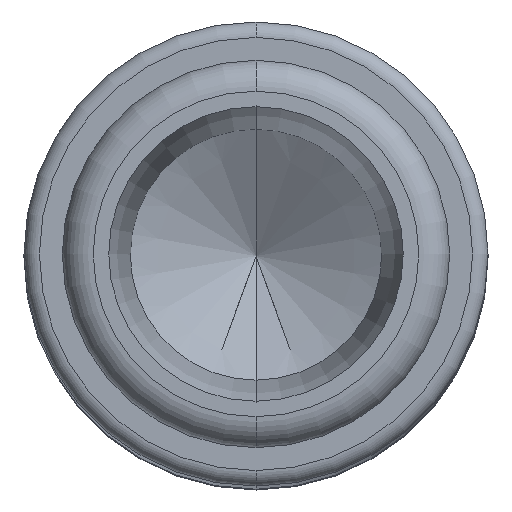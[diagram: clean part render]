
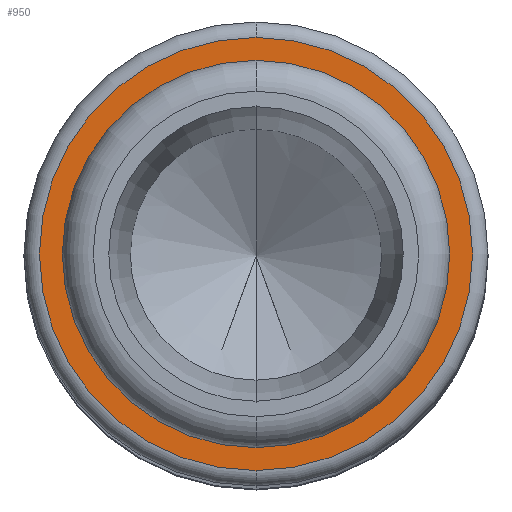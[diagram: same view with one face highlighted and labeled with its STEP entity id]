
A CAD part, top view. The second image highlights one B-rep face of the part: STEP entity #950.
In plain terms, the highlighted planar face has unit normal (0, 0, 1).
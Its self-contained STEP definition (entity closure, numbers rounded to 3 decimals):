
#243=CARTESIAN_POINT('',(0.,0.,11.428));
#244=DIRECTION('',(0.,0.,1.));
#245=DIRECTION('',(0.,1.,0.));
#246=AXIS2_PLACEMENT_3D('',#243,#244,#245);
#248=CARTESIAN_POINT('',(0.,0.,11.428));
#249=DIRECTION('',(0.,0.,-1.));
#250=DIRECTION('',(0.,1.,0.));
#251=AXIS2_PLACEMENT_3D('',#248,#249,#250);
#253=CARTESIAN_POINT('',(0.,0.,11.428));
#254=DIRECTION('',(0.,0.,-1.));
#255=DIRECTION('',(0.,1.,0.));
#256=AXIS2_PLACEMENT_3D('',#253,#254,#255);
#268=CARTESIAN_POINT('',(0.,0.,11.428));
#269=DIRECTION('',(0.,0.,1.));
#270=DIRECTION('',(0.,1.,0.));
#271=AXIS2_PLACEMENT_3D('',#268,#269,#270);
#548=CARTESIAN_POINT('',(0.,2.1,11.428));
#550=VERTEX_POINT('',#548);
#551=CARTESIAN_POINT('',(0.,1.878,11.428));
#553=VERTEX_POINT('',#551);
#579=CARTESIAN_POINT('',(0.,-2.1,11.428));
#580=VERTEX_POINT('',#579);
#581=CARTESIAN_POINT('',(0.,-1.878,11.428));
#583=VERTEX_POINT('',#581);
#935=CARTESIAN_POINT('',(0.,0.,11.428));
#936=DIRECTION('',(0.,0.,-1.));
#937=DIRECTION('',(0.,-1.,0.));
#938=AXIS2_PLACEMENT_3D('',#935,#936,#937);
#939=PLANE('',#938);
#940=ORIENTED_EDGE('',*,*,#914,.F.);
#941=ORIENTED_EDGE('',*,*,#930,.T.);
#942=EDGE_LOOP('',(#940,#941));
#943=FACE_OUTER_BOUND('',#942,.F.);
#945=ORIENTED_EDGE('',*,*,#944,.F.);
#947=ORIENTED_EDGE('',*,*,#946,.T.);
#948=EDGE_LOOP('',(#945,#947));
#949=FACE_BOUND('',#948,.F.);
#950=ADVANCED_FACE('',(#943,#949),#939,.F.);
#247=CIRCLE('',#246,2.1);
#252=CIRCLE('',#251,2.1);
#257=CIRCLE('',#256,1.878);
#272=CIRCLE('',#271,1.878);
#914=EDGE_CURVE('',#550,#580,#247,.T.);
#930=EDGE_CURVE('',#550,#580,#252,.T.);
#944=EDGE_CURVE('',#553,#583,#257,.T.);
#946=EDGE_CURVE('',#553,#583,#272,.T.);
